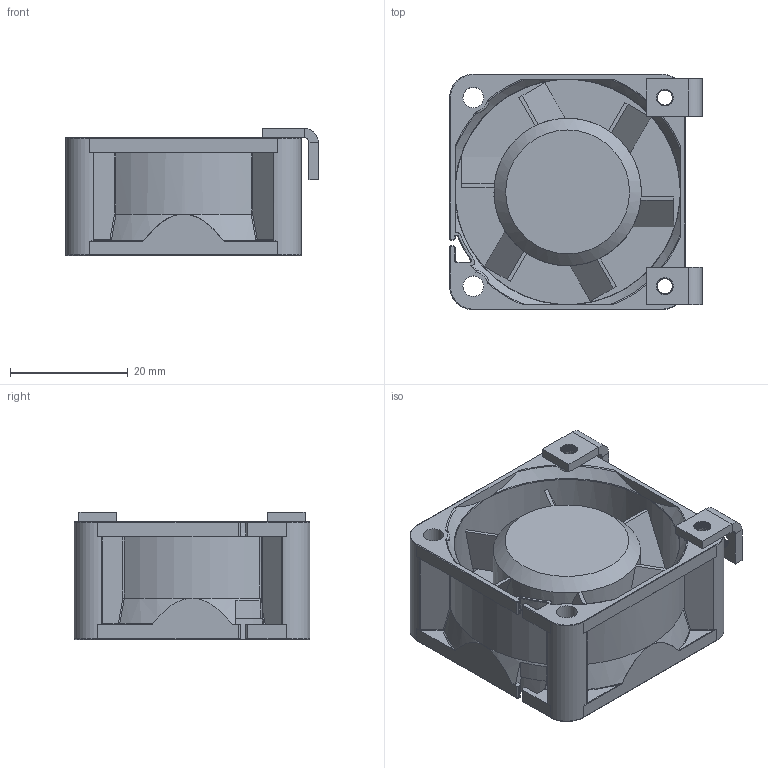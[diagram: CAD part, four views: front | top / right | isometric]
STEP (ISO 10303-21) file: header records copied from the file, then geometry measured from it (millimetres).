
FILE_DESCRIPTION(/* description */ (''),/* implementation_level */ '2;1');
FILE_NAME(/* name */ 'THA0412AD.step',/* time_stamp */ '2024-12-09T21:08:35-05:00',/* author */ (''),/* organization */ (''),/* preprocessor_version */ 'ST-DEVELOPER v20',/* originating_system */ 'Autodesk Translation Framework v13.14.0.145',/* authorisation */ '');
FILE_SCHEMA (('AUTOMOTIVE_DESIGN { 1 0 10303 214 3 1 1 }'));
Length unit declared in the file: millimetre
Products named in the file (5): Full Assembly; THA0412AD; FRAME; PRT0001; 621--3DModel-STEP-630548
Assembly tree (5 placements, depth 3):
  Full Assembly
    THA0412AD
      FRAME
      PRT0001
    621--3DModel-STEP-630548  x2
Bounding box: 42.85 x 40 x 21.57 mm (x, y, z)
Volume: 17882.6 mm3; surface area: 13464.5 mm2
Topology: 4 solids, 4 shells, 418 faces, 1156 edges, 715 vertices
Faces by surface type: cylinder 141, plane 135, bspline 66, torus 46, cone 25, sphere 5
Full cylindrical faces by diameter (mm): 2.845 x16, 3.5 x4, 25 x1, 38.2 x1
Entity records: 18830 total; most frequent: CARTESIAN_POINT 9213, ORIENTED_EDGE 2108, DIRECTION 1912, EDGE_CURVE 1054, AXIS2_PLACEMENT_3D 756, VERTEX_POINT 666, EDGE_LOOP 410, LINE 400
